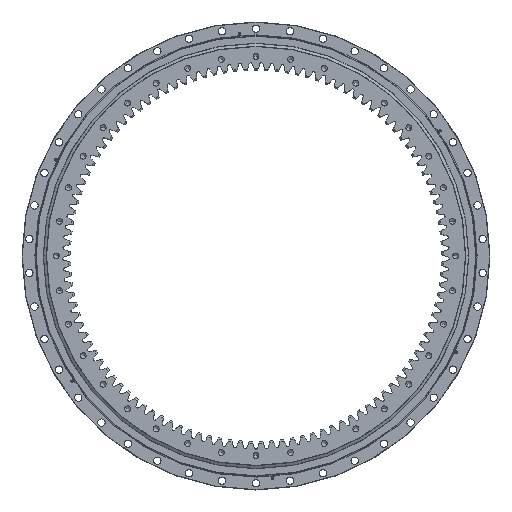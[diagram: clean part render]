
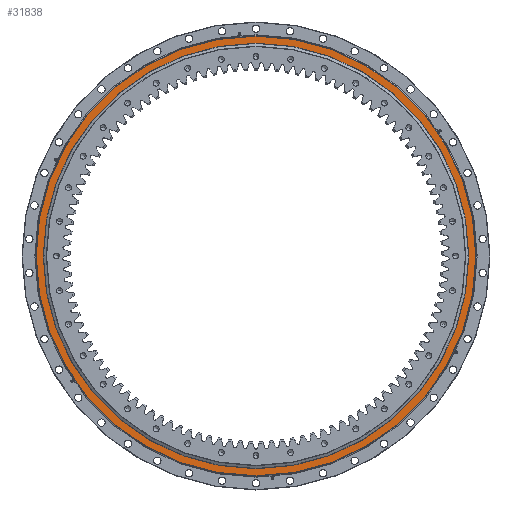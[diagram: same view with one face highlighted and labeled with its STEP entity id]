
A CAD part, top view. The second image highlights one B-rep face of the part: STEP entity #31838.
In plain terms, the highlighted face is planar.
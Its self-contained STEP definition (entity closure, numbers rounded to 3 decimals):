
#370 = CIRCLE ( 'NONE', #10153, 630. ) ;
#2543 = CARTESIAN_POINT ( 'NONE',  ( 630., 0., -26. ) ) ;
#3237 = CIRCLE ( 'NONE', #30791, 630. ) ;
#4828 = ORIENTED_EDGE ( 'NONE', *, *, #6186, .T. ) ;
#5778 = ORIENTED_EDGE ( 'NONE', *, *, #34065, .T. ) ;
#6186 = EDGE_CURVE ( 'NONE', #46669, #13297, #370, .T. ) ;
#7626 = EDGE_CURVE ( 'NONE', #44298, #52055, #41217, .T. ) ;
#7756 = AXIS2_PLACEMENT_3D ( 'NONE', #18708, #47380, #52158 ) ;
#7981 = CARTESIAN_POINT ( 'NONE',  ( 0., 0., -26. ) ) ;
#10153 = AXIS2_PLACEMENT_3D ( 'NONE', #30092, #17693, #42127 ) ;
#11353 = ORIENTED_EDGE ( 'NONE', *, *, #18478, .T. ) ;
#12576 = FACE_OUTER_BOUND ( 'NONE', #53212, .T. ) ;
#13297 = VERTEX_POINT ( 'NONE', #2543 ) ;
#14083 = CARTESIAN_POINT ( 'NONE',  ( -657.5, 0., -26. ) ) ;
#15433 = AXIS2_PLACEMENT_3D ( 'NONE', #20626, #28635, #21722 ) ;
#16899 = ORIENTED_EDGE ( 'NONE', *, *, #7626, .T. ) ;
#17693 = DIRECTION ( 'NONE',  ( 0., 0., 1. ) ) ;
#17836 = FACE_BOUND ( 'NONE', #45871, .T. ) ;
#18478 = EDGE_CURVE ( 'NONE', #13297, #46669, #3237, .T. ) ;
#18708 = CARTESIAN_POINT ( 'NONE',  ( -658.5, 0., -26. ) ) ;
#19628 = CIRCLE ( 'NONE', #33716, 657.5 ) ;
#20626 = CARTESIAN_POINT ( 'NONE',  ( 0., 0., -26. ) ) ;
#21101 = DIRECTION ( 'NONE',  ( 1., 0., 0. ) ) ;
#21722 = DIRECTION ( 'NONE',  ( 1., 0., 0. ) ) ;
#28635 = DIRECTION ( 'NONE',  ( 0., 0., -1. ) ) ;
#30092 = CARTESIAN_POINT ( 'NONE',  ( 0., 0., -26. ) ) ;
#30791 = AXIS2_PLACEMENT_3D ( 'NONE', #7981, #53321, #45556 ) ;
#31838 = ADVANCED_FACE ( 'NONE', ( #17836, #12576 ), #43682, .F. ) ;
#33716 = AXIS2_PLACEMENT_3D ( 'NONE', #49981, #37503, #21101 ) ;
#34065 = EDGE_CURVE ( 'NONE', #52055, #44298, #19628, .T. ) ;
#37503 = DIRECTION ( 'NONE',  ( 0., 0., -1. ) ) ;
#37627 = CARTESIAN_POINT ( 'NONE',  ( -630., 0., -26. ) ) ;
#41217 = CIRCLE ( 'NONE', #15433, 657.5 ) ;
#42127 = DIRECTION ( 'NONE',  ( 1., 0., 0. ) ) ;
#43682 = PLANE ( 'NONE',  #7756 ) ;
#44298 = VERTEX_POINT ( 'NONE', #50346 ) ;
#45556 = DIRECTION ( 'NONE',  ( 1., 0., 0. ) ) ;
#45871 = EDGE_LOOP ( 'NONE', ( #4828, #11353 ) ) ;
#46669 = VERTEX_POINT ( 'NONE', #37627 ) ;
#47380 = DIRECTION ( 'NONE',  ( 0., 0., 1. ) ) ;
#49981 = CARTESIAN_POINT ( 'NONE',  ( 0., 0., -26. ) ) ;
#50346 = CARTESIAN_POINT ( 'NONE',  ( 657.5, 0., -26. ) ) ;
#52055 = VERTEX_POINT ( 'NONE', #14083 ) ;
#52158 = DIRECTION ( 'NONE',  ( 1., 0., 0. ) ) ;
#53212 = EDGE_LOOP ( 'NONE', ( #16899, #5778 ) ) ;
#53321 = DIRECTION ( 'NONE',  ( 0., 0., 1. ) ) ;
